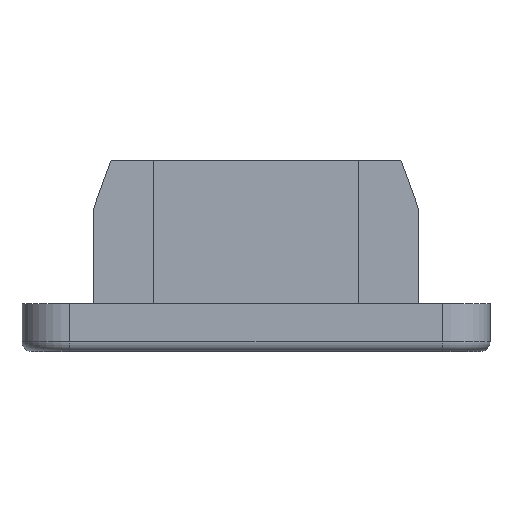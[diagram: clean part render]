
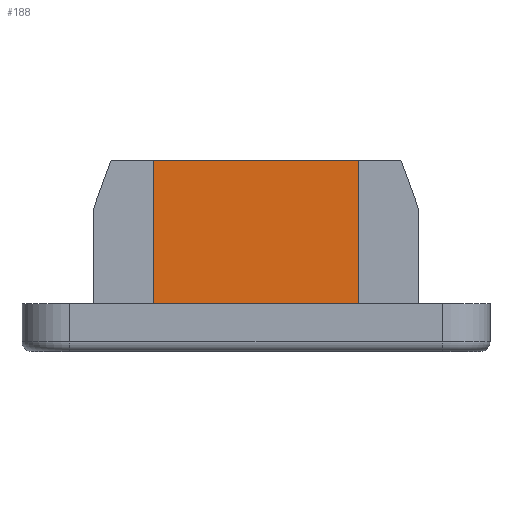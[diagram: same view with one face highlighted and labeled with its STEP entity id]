
A CAD part, top view. The second image highlights one B-rep face of the part: STEP entity #188.
In plain terms, the highlighted planar face has unit normal (0, 0, 1).
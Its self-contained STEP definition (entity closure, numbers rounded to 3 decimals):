
#188 = ADVANCED_FACE( '', ( #393 ), #394, .F. );
#393 = FACE_OUTER_BOUND( '', #612, .T. );
#394 = PLANE( '', #613 );
#612 = EDGE_LOOP( '', ( #1121, #1122, #1123, #1124 ) );
#613 = AXIS2_PLACEMENT_3D( '', #1125, #1126, #1127 );
#1121 = ORIENTED_EDGE( '', *, *, #1550, .T. );
#1122 = ORIENTED_EDGE( '', *, *, #1459, .T. );
#1123 = ORIENTED_EDGE( '', *, *, #1551, .F. );
#1124 = ORIENTED_EDGE( '', *, *, #1415, .F. );
#1125 = CARTESIAN_POINT( '', ( -2.15, 11.118, 0.098 ) );
#1126 = DIRECTION( '', ( 0., 0., -1. ) );
#1127 = DIRECTION( '', ( -1., 0., 0. ) );
#1415 = EDGE_CURVE( '', #1730, #1732, #1733, .T. );
#1459 = EDGE_CURVE( '', #1802, #1800, #1803, .T. );
#1550 = EDGE_CURVE( '', #1730, #1802, #1924, .T. );
#1551 = EDGE_CURVE( '', #1732, #1800, #1925, .T. );
#1730 = VERTEX_POINT( '', #2162 );
#1732 = VERTEX_POINT( '', #2165 );
#1733 = LINE( '', #2166, #2167 );
#1800 = VERTEX_POINT( '', #2255 );
#1802 = VERTEX_POINT( '', #2258 );
#1803 = LINE( '', #2259, #2260 );
#1924 = LINE( '', #2426, #2427 );
#1925 = LINE( '', #2428, #2429 );
#2162 = CARTESIAN_POINT( '', ( -2.15, 3., 0.098 ) );
#2165 = CARTESIAN_POINT( '', ( 2.15, 3., 0.098 ) );
#2166 = CARTESIAN_POINT( '', ( 0., 3., 0.098 ) );
#2167 = VECTOR( '', #2566, 1000. );
#2255 = CARTESIAN_POINT( '', ( 2.15, 0., 0.098 ) );
#2258 = CARTESIAN_POINT( '', ( -2.15, 0., 0.098 ) );
#2259 = CARTESIAN_POINT( '', ( -2.15, 0., 0.098 ) );
#2260 = VECTOR( '', #2622, 1000. );
#2426 = CARTESIAN_POINT( '', ( -2.15, 11.118, 0.098 ) );
#2427 = VECTOR( '', #2734, 1000. );
#2428 = CARTESIAN_POINT( '', ( 2.15, 11.118, 0.098 ) );
#2429 = VECTOR( '', #2735, 1000. );
#2566 = DIRECTION( '', ( 1., 0., 0. ) );
#2622 = DIRECTION( '', ( 1., 0., 0. ) );
#2734 = DIRECTION( '', ( 0., -1., 0. ) );
#2735 = DIRECTION( '', ( 0., -1., 0. ) );
